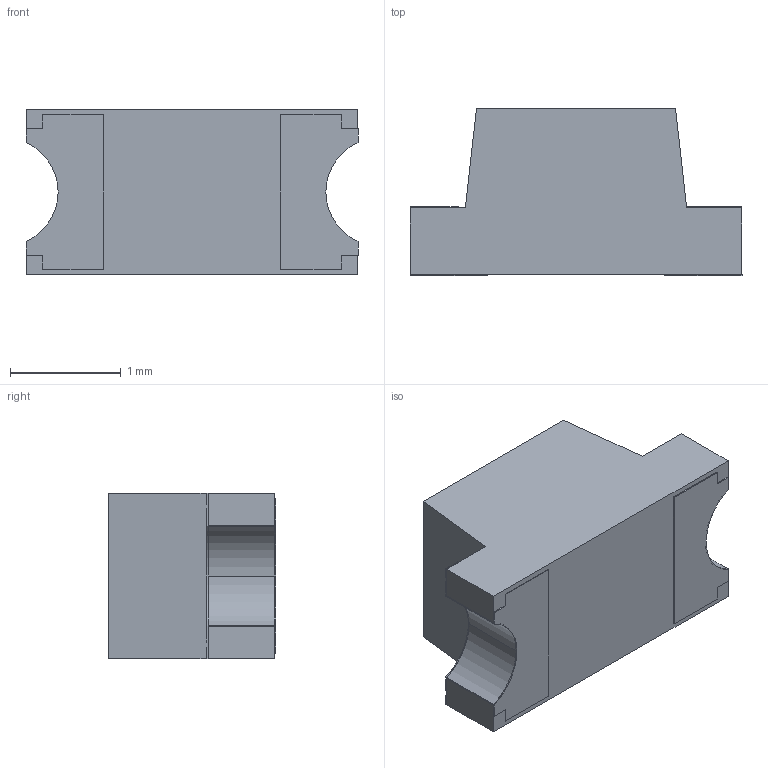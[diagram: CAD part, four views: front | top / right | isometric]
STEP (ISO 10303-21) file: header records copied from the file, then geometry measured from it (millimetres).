
FILE_DESCRIPTION (( 'STEP AP214' ), '1' );
FILE_NAME ('7010Xx Series.STEP', '2019-06-27T17:33:38', ( 'user' ), ( 'Microsoft' ), 'SwSTEP 2.0', 'SolidWorks 2018', '' );
FILE_SCHEMA (( 'AUTOMOTIVE_DESIGN' ));
Length unit declared in the file: millimetre
Products named in the file (1): 7010Xx Series
Bounding box: 3 x 1.51 x 1.5 mm (x, y, z)
Volume: 4.8 mm3; surface area: 28.9 mm2
Topology: 9 solids, 9 shells, 91 faces, 218 edges, 145 vertices
Faces by surface type: plane 69, cylinder 18, sphere 2, cone 2
Entity records: 3586 total; most frequent: CARTESIAN_POINT 449, DIRECTION 442, ORIENTED_EDGE 428, EDGE_CURVE 214, VECTOR 170, LINE 170, VERTEX_POINT 143, AXIS2_PLACEMENT_3D 136
